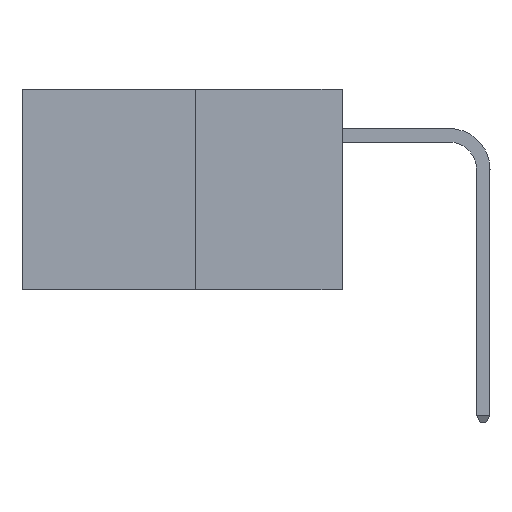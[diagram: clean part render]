
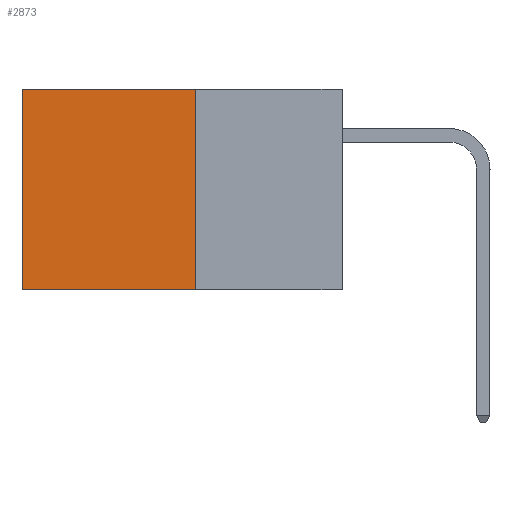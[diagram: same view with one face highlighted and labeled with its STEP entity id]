
A CAD part, left-side view. The second image highlights one B-rep face of the part: STEP entity #2873.
In plain terms, the highlighted planar face has unit normal (-1, 0, 0).
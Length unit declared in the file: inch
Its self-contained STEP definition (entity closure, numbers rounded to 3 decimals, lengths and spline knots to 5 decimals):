
#80 = EDGE_CURVE ( 'NONE', #8258, #11413, #9956, .T. ) ;
#87 = DIRECTION ( 'NONE',  ( 0., 0., -1. ) ) ;
#106 = VECTOR ( 'NONE', #6765, 39.37008 ) ;
#690 = VECTOR ( 'NONE', #13166, 39.37008 ) ;
#2498 = EDGE_LOOP ( 'NONE', ( #13760, #3007, #8590, #11384 ) ) ;
#2764 = LINE ( 'NONE', #2874, #8389 ) ;
#2873 = ADVANCED_FACE ( 'NONE', ( #4586 ), #11956, .F. ) ;
#2874 = CARTESIAN_POINT ( 'NONE',  ( 0.277, 0.59, -0.37 ) ) ;
#3007 = ORIENTED_EDGE ( 'NONE', *, *, #80, .F. ) ;
#3139 = CARTESIAN_POINT ( 'NONE',  ( 0.277, 0.27, -0.37 ) ) ;
#3313 = EDGE_CURVE ( 'NONE', #7266, #8258, #8365, .T. ) ;
#3958 = AXIS2_PLACEMENT_3D ( 'NONE', #12314, #11884, #11829 ) ;
#4536 = VERTEX_POINT ( 'NONE', #9925 ) ;
#4586 = FACE_OUTER_BOUND ( 'NONE', #2498, .T. ) ;
#4851 = EDGE_CURVE ( 'NONE', #7266, #4536, #9182, .T. ) ;
#5354 = CARTESIAN_POINT ( 'NONE',  ( 0.277, 0.27, -0.37 ) ) ;
#5971 = DIRECTION ( 'NONE',  ( 0., 0., -1. ) ) ;
#6733 = CARTESIAN_POINT ( 'NONE',  ( 0.277, 0.27, -0.37 ) ) ;
#6765 = DIRECTION ( 'NONE',  ( 0., 1., 0. ) ) ;
#6872 = CARTESIAN_POINT ( 'NONE',  ( 0.277, 0.27, 0. ) ) ;
#7266 = VERTEX_POINT ( 'NONE', #10718 ) ;
#8258 = VERTEX_POINT ( 'NONE', #6733 ) ;
#8365 = LINE ( 'NONE', #5354, #13536 ) ;
#8389 = VECTOR ( 'NONE', #87, 39.37008 ) ;
#8590 = ORIENTED_EDGE ( 'NONE', *, *, #3313, .F. ) ;
#9182 = LINE ( 'NONE', #6872, #106 ) ;
#9925 = CARTESIAN_POINT ( 'NONE',  ( 0.277, 0.59, 0. ) ) ;
#9956 = LINE ( 'NONE', #3139, #690 ) ;
#10345 = EDGE_CURVE ( 'NONE', #4536, #11413, #2764, .T. ) ;
#10431 = CARTESIAN_POINT ( 'NONE',  ( 0.277, 0.59, -0.37 ) ) ;
#10718 = CARTESIAN_POINT ( 'NONE',  ( 0.277, 0.27, 0. ) ) ;
#11384 = ORIENTED_EDGE ( 'NONE', *, *, #4851, .T. ) ;
#11413 = VERTEX_POINT ( 'NONE', #10431 ) ;
#11829 = DIRECTION ( 'NONE',  ( 0., 0., -1. ) ) ;
#11884 = DIRECTION ( 'NONE',  ( 1., 0., 0. ) ) ;
#11956 = PLANE ( 'NONE',  #3958 ) ;
#12314 = CARTESIAN_POINT ( 'NONE',  ( 0.277, 0.27, -0.37 ) ) ;
#13166 = DIRECTION ( 'NONE',  ( 0., 1., 0. ) ) ;
#13536 = VECTOR ( 'NONE', #5971, 39.37008 ) ;
#13760 = ORIENTED_EDGE ( 'NONE', *, *, #10345, .T. ) ;
